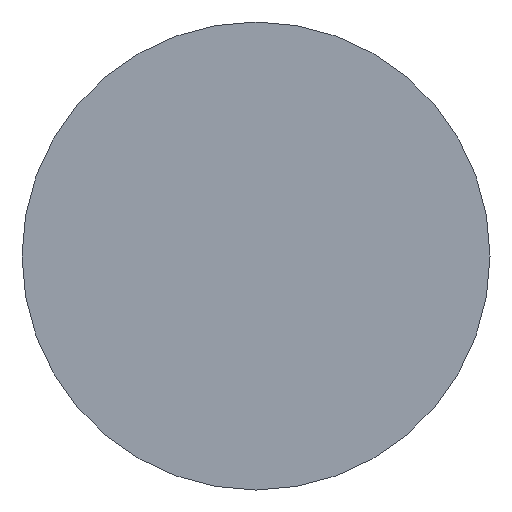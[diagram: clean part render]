
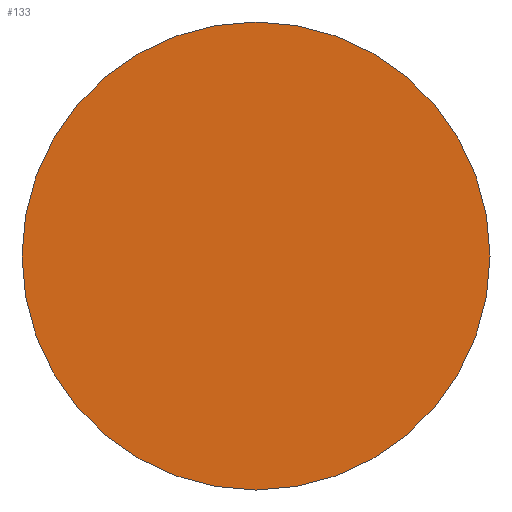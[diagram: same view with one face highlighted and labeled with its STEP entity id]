
A CAD part, left-side view. The second image highlights one B-rep face of the part: STEP entity #133.
In plain terms, the highlighted planar face has unit normal (-1, 0, 0).
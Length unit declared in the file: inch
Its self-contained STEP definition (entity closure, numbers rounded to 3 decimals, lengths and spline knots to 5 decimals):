
#133 = ADVANCED_FACE ( 'NONE', ( #3112 ), #597, .F. ) ;
#183 = DIRECTION ( 'NONE',  ( 1., 0., 0. ) ) ;
#324 = AXIS2_PLACEMENT_3D ( 'NONE', #3022, #363, #3040 ) ;
#346 = CIRCLE ( 'NONE', #2417, 1.625 ) ;
#363 = DIRECTION ( 'NONE',  ( -1., 0., 0. ) ) ;
#384 = CARTESIAN_POINT ( 'NONE',  ( 0., 0., 0. ) ) ;
#597 = PLANE ( 'NONE',  #3235 ) ;
#803 = EDGE_CURVE ( 'NONE', #1081, #1170, #346, .T. ) ;
#1081 = VERTEX_POINT ( 'NONE', #2745 ) ;
#1170 = VERTEX_POINT ( 'NONE', #1461 ) ;
#1270 = EDGE_LOOP ( 'NONE', ( #2390, #3454 ) ) ;
#1461 = CARTESIAN_POINT ( 'NONE',  ( 0., 0., -1.625 ) ) ;
#1559 = CIRCLE ( 'NONE', #324, 1.625 ) ;
#1757 = DIRECTION ( 'NONE',  ( 0., 0., 1. ) ) ;
#1930 = CARTESIAN_POINT ( 'NONE',  ( 0., 1.625, 0. ) ) ;
#1960 = DIRECTION ( 'NONE',  ( 0., 0., -1. ) ) ;
#2292 = DIRECTION ( 'NONE',  ( -1., 0., 0. ) ) ;
#2390 = ORIENTED_EDGE ( 'NONE', *, *, #803, .T. ) ;
#2394 = EDGE_CURVE ( 'NONE', #1170, #1081, #1559, .T. ) ;
#2417 = AXIS2_PLACEMENT_3D ( 'NONE', #384, #2292, #1757 ) ;
#2745 = CARTESIAN_POINT ( 'NONE',  ( 0., 0., 1.625 ) ) ;
#3022 = CARTESIAN_POINT ( 'NONE',  ( 0., 0., 0. ) ) ;
#3040 = DIRECTION ( 'NONE',  ( 0., 0., 1. ) ) ;
#3112 = FACE_OUTER_BOUND ( 'NONE', #1270, .T. ) ;
#3235 = AXIS2_PLACEMENT_3D ( 'NONE', #1930, #183, #1960 ) ;
#3454 = ORIENTED_EDGE ( 'NONE', *, *, #2394, .T. ) ;
